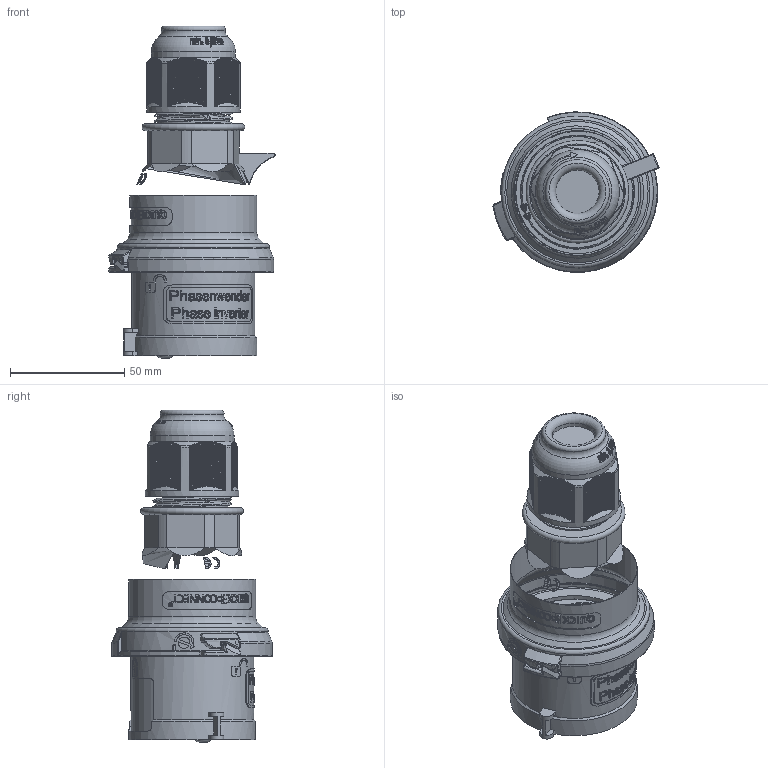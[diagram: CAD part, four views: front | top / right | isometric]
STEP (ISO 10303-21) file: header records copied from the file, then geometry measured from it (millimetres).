
FILE_DESCRIPTION(/* description */ (''),/* implementation_level */ '2;1');
FILE_NAME(/* name */ '225.stp',/* time_stamp */ '2023-09-07T08:59:05+02:00',/* author */ ('massmann'),/* organization */ (''),/* preprocessor_version */ 'ST-DEVELOPER v17',/* originating_system */ 'Autodesk Inventor 2018',/* authorisation */ '');
FILE_SCHEMA (('AUTOMOTIVE_DESIGN { 1 0 10303 214 3 1 1 }'));
Length unit declared in the file: millimetre
Products named in the file (1): 225
Bounding box: 72.73 x 70.27 x 145.46 mm (x, y, z)
Volume: 211161.5 mm3; surface area: 42221.8 mm2
Topology: 1 solids, 1 shells, 2973 faces, 8485 edges, 5634 vertices
Faces by surface type: bspline 1699, plane 924, cylinder 275, torus 48, cone 21, sphere 6
Full cylindrical faces by diameter (mm): 0.316 x1, 0.507 x1, 2.5 x1, 5 x4, 7 x1, 19 x1, 31.3 x3, 34.286 x2, 36.8 x1, 41 x1, 54 x1, 55.7 x1, 66.6 x1
Entity records: 132004 total; most frequent: CARTESIAN_POINT 64900, ORIENTED_EDGE 16954, EDGE_CURVE 8477, DIRECTION 7642, VERTEX_POINT 5634, B_SPLINE_CURVE_WITH_KNOTS 3626, LINE 3230, VECTOR 3230
